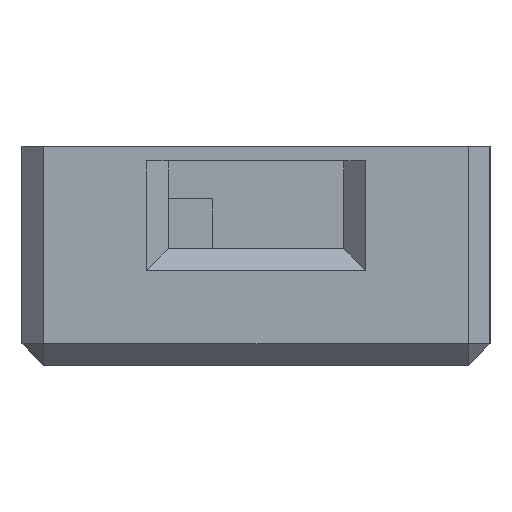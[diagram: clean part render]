
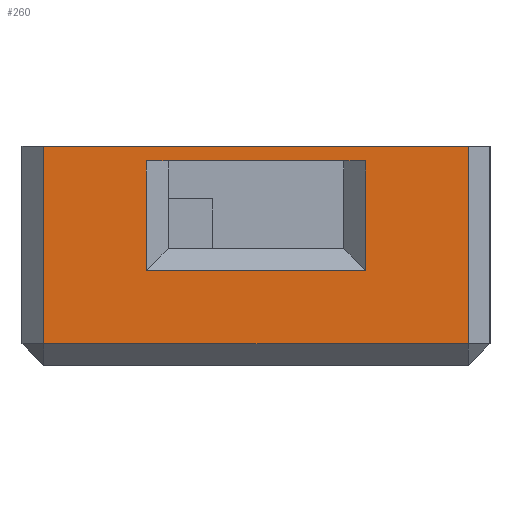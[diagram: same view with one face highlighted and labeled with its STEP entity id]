
A CAD part, left-side view. The second image highlights one B-rep face of the part: STEP entity #260.
In plain terms, the highlighted planar face has unit normal (-1, 0, 0).
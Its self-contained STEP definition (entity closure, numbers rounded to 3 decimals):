
#93 = VERTEX_POINT('',#94);
#94 = CARTESIAN_POINT('',(-42.,14.5,1.5));
#102 = VERTEX_POINT('',#103);
#103 = CARTESIAN_POINT('',(-42.,-14.5,1.5));
#109 = EDGE_CURVE('',#93,#102,#110,.T.);
#110 = LINE('',#111,#112);
#111 = CARTESIAN_POINT('',(-42.,16.,1.5));
#112 = VECTOR('',#113,1.);
#113 = DIRECTION('',(0.,-1.,0.));
#260 = ADVANCED_FACE('',(#261,#286),#336,.T.);
#261 = FACE_BOUND('',#262,.T.);
#262 = EDGE_LOOP('',(#263,#273,#279,#280));
#263 = ORIENTED_EDGE('',*,*,#264,.F.);
#264 = EDGE_CURVE('',#265,#267,#269,.T.);
#265 = VERTEX_POINT('',#266);
#266 = CARTESIAN_POINT('',(-42.,14.5,15.));
#267 = VERTEX_POINT('',#268);
#268 = CARTESIAN_POINT('',(-42.,-14.5,15.));
#269 = LINE('',#270,#271);
#270 = CARTESIAN_POINT('',(-42.,16.,15.));
#271 = VECTOR('',#272,1.);
#272 = DIRECTION('',(0.,-1.,0.));
#273 = ORIENTED_EDGE('',*,*,#274,.F.);
#274 = EDGE_CURVE('',#93,#265,#275,.T.);
#275 = LINE('',#276,#277);
#276 = CARTESIAN_POINT('',(-42.,14.5,0.));
#277 = VECTOR('',#278,1.);
#278 = DIRECTION('',(0.,0.,1.));
#279 = ORIENTED_EDGE('',*,*,#109,.T.);
#280 = ORIENTED_EDGE('',*,*,#281,.T.);
#281 = EDGE_CURVE('',#102,#267,#282,.T.);
#282 = LINE('',#283,#284);
#283 = CARTESIAN_POINT('',(-42.,-14.5,0.));
#284 = VECTOR('',#285,1.);
#285 = DIRECTION('',(0.,0.,1.));
#286 = FACE_BOUND('',#287,.T.);
#287 = EDGE_LOOP('',(#288,#298,#306,#314,#322,#330));
#288 = ORIENTED_EDGE('',*,*,#289,.T.);
#289 = EDGE_CURVE('',#290,#292,#294,.T.);
#290 = VERTEX_POINT('',#291);
#291 = CARTESIAN_POINT('',(-42.,-6.,14.));
#292 = VERTEX_POINT('',#293);
#293 = CARTESIAN_POINT('',(-42.,-7.5,14.));
#294 = LINE('',#295,#296);
#295 = CARTESIAN_POINT('',(-42.,-3.,14.));
#296 = VECTOR('',#297,1.);
#297 = DIRECTION('',(-0.,-1.,-0.));
#298 = ORIENTED_EDGE('',*,*,#299,.F.);
#299 = EDGE_CURVE('',#300,#292,#302,.T.);
#300 = VERTEX_POINT('',#301);
#301 = CARTESIAN_POINT('',(-42.,-7.5,6.5));
#302 = LINE('',#303,#304);
#303 = CARTESIAN_POINT('',(-42.,-7.5,8.));
#304 = VECTOR('',#305,1.);
#305 = DIRECTION('',(0.,0.,1.));
#306 = ORIENTED_EDGE('',*,*,#307,.F.);
#307 = EDGE_CURVE('',#308,#300,#310,.T.);
#308 = VERTEX_POINT('',#309);
#309 = CARTESIAN_POINT('',(-42.,7.5,6.5));
#310 = LINE('',#311,#312);
#311 = CARTESIAN_POINT('',(-42.,6.,6.5));
#312 = VECTOR('',#313,1.);
#313 = DIRECTION('',(0.,-1.,0.));
#314 = ORIENTED_EDGE('',*,*,#315,.F.);
#315 = EDGE_CURVE('',#316,#308,#318,.T.);
#316 = VERTEX_POINT('',#317);
#317 = CARTESIAN_POINT('',(-42.,7.5,14.));
#318 = LINE('',#319,#320);
#319 = CARTESIAN_POINT('',(-42.,7.5,14.));
#320 = VECTOR('',#321,1.);
#321 = DIRECTION('',(0.,0.,-1.));
#322 = ORIENTED_EDGE('',*,*,#323,.F.);
#323 = EDGE_CURVE('',#324,#316,#326,.T.);
#324 = VERTEX_POINT('',#325);
#325 = CARTESIAN_POINT('',(-42.,6.,14.));
#326 = LINE('',#327,#328);
#327 = CARTESIAN_POINT('',(-42.,-3.,14.));
#328 = VECTOR('',#329,1.);
#329 = DIRECTION('',(0.,1.,0.));
#330 = ORIENTED_EDGE('',*,*,#331,.F.);
#331 = EDGE_CURVE('',#290,#324,#332,.T.);
#332 = LINE('',#333,#334);
#333 = CARTESIAN_POINT('',(-42.,-6.,14.));
#334 = VECTOR('',#335,1.);
#335 = DIRECTION('',(0.,1.,0.));
#336 = PLANE('',#337);
#337 = AXIS2_PLACEMENT_3D('',#338,#339,#340);
#338 = CARTESIAN_POINT('',(-42.,0.,7.5));
#339 = DIRECTION('',(-1.,-0.,0.));
#340 = DIRECTION('',(0.,0.,-1.));
